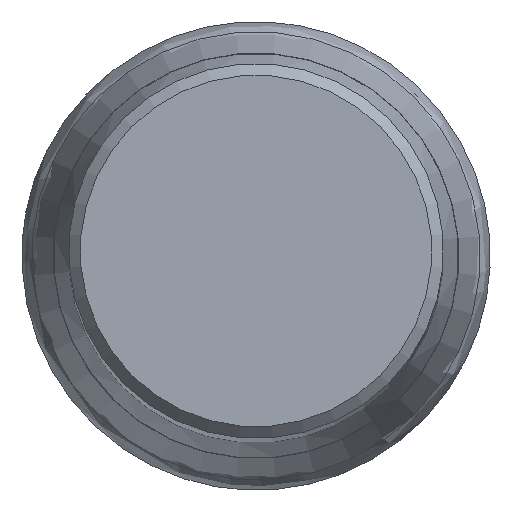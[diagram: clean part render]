
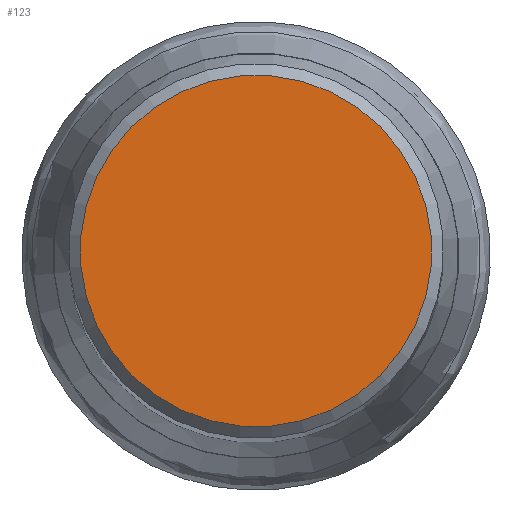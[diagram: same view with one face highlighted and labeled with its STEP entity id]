
A CAD part, top view. The second image highlights one B-rep face of the part: STEP entity #123.
In plain terms, the highlighted planar face has unit normal (0, 0, 1).
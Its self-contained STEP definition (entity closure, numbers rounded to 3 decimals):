
#104=FACE_OUTER_BOUND('',#178,.T.);
#107=PLANE('',#383);
#123=ADVANCED_FACE('',(#104),#107,.T.);
#178=EDGE_LOOP('',(#206));
#206=ORIENTED_EDGE('',*,*,#242,.F.);
#227=VERTEX_POINT('',#527);
#242=EDGE_CURVE('',#227,#227,#256,.T.);
#256=CIRCLE('',#382,15.);
#382=AXIS2_PLACEMENT_3D('',#526,#449,#450);
#383=AXIS2_PLACEMENT_3D('',#528,#451,#452);
#449=DIRECTION('',(0.,0.,-1.));
#450=DIRECTION('',(0.259,-0.966,0.));
#451=DIRECTION('',(0.,0.,1.));
#452=DIRECTION('',(-0.259,0.966,0.));
#526=CARTESIAN_POINT('',(0.,0.,0.));
#527=CARTESIAN_POINT('',(3.882,-14.489,0.));
#528=CARTESIAN_POINT('',(-15.,0.,0.));
